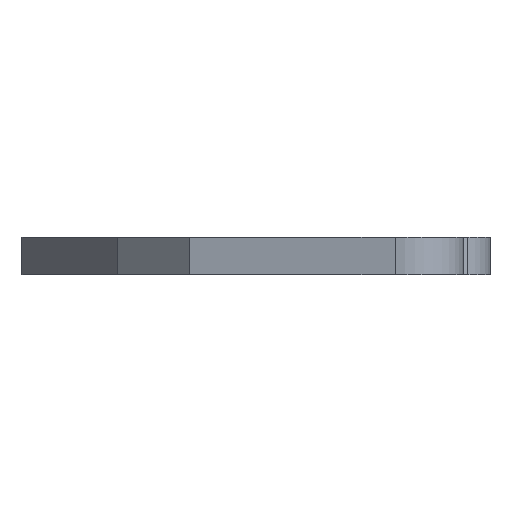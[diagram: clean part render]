
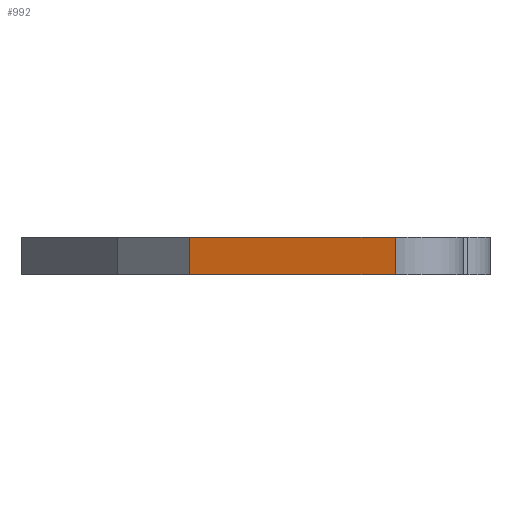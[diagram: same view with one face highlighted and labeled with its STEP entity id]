
A CAD part, left-side view. The second image highlights one B-rep face of the part: STEP entity #992.
In plain terms, the highlighted planar face has unit normal (-0.974, 0.225, 0).
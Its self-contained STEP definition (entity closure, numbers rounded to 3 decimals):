
#211=PLANE('',#1094);
#250=FACE_OUTER_BOUND('',#297,.T.);
#297=EDGE_LOOP('',(#889,#890,#891,#892));
#330=LINE('',#1480,#404);
#369=LINE('',#1593,#443);
#379=LINE('',#1626,#453);
#380=LINE('',#1627,#454);
#404=VECTOR('',#1185,10.);
#443=VECTOR('',#1306,10.);
#453=VECTOR('',#1348,10.);
#454=VECTOR('',#1349,10.);
#551=VERTEX_POINT('',#1477);
#552=VERTEX_POINT('',#1479);
#585=VERTEX_POINT('',#1591);
#592=VERTEX_POINT('',#1625);
#631=EDGE_CURVE('',#551,#552,#330,.T.);
#688=EDGE_CURVE('',#585,#552,#369,.T.);
#704=EDGE_CURVE('',#592,#551,#379,.T.);
#705=EDGE_CURVE('',#585,#592,#380,.T.);
#889=ORIENTED_EDGE('',*,*,#688,.T.);
#890=ORIENTED_EDGE('',*,*,#631,.F.);
#891=ORIENTED_EDGE('',*,*,#704,.F.);
#892=ORIENTED_EDGE('',*,*,#705,.F.);
#992=ADVANCED_FACE('',(#250),#211,.T.);
#1094=AXIS2_PLACEMENT_3D('',#1624,#1346,#1347);
#1185=DIRECTION('',(0.225,0.974,0.));
#1306=DIRECTION('',(0.,0.,-1.));
#1346=DIRECTION('center_axis',(-0.974,0.225,0.));
#1347=DIRECTION('ref_axis',(0.225,0.974,0.));
#1348=DIRECTION('',(0.,0.,-1.));
#1349=DIRECTION('',(-0.225,-0.974,0.));
#1477=CARTESIAN_POINT('',(-16.212,1.037,-1.));
#1479=CARTESIAN_POINT('',(-14.944,6.525,-1.));
#1480=CARTESIAN_POINT('',(-14.936,6.562,-1.));
#1591=CARTESIAN_POINT('',(-14.944,6.525,0.));
#1593=CARTESIAN_POINT('',(-14.944,6.525,0.));
#1624=CARTESIAN_POINT('Origin',(-16.212,1.037,0.));
#1625=CARTESIAN_POINT('',(-16.212,1.037,0.));
#1626=CARTESIAN_POINT('',(-16.212,1.037,0.));
#1627=CARTESIAN_POINT('',(-14.936,6.562,0.));
